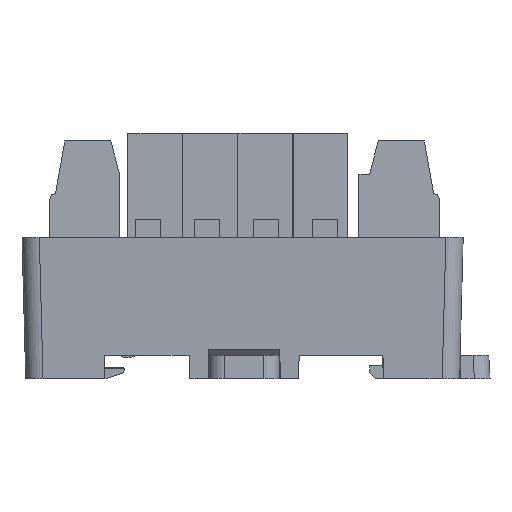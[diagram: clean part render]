
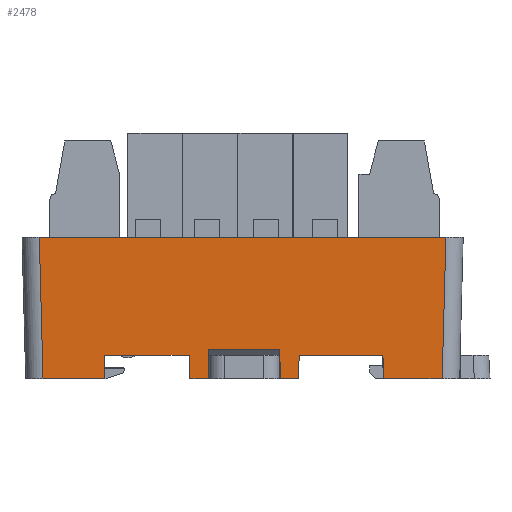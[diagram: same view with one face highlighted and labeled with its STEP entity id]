
A CAD part, front view. The second image highlights one B-rep face of the part: STEP entity #2478.
In plain terms, the highlighted planar face has unit normal (0, -1, -0.026).
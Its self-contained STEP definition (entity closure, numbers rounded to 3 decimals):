
#1571=FACE_OUTER_BOUND('',#8355,.T.);
#2478=ADVANCED_FACE('',(#1571),#3432,.T.);
#3432=PLANE('',#18696);
#4261=LINE('',#24591,#6078);
#4273=LINE('',#24619,#6090);
#4444=LINE('',#24976,#6261);
#4452=LINE('',#24991,#6269);
#4460=LINE('',#25012,#6277);
#4483=LINE('',#25061,#6300);
#4504=LINE('',#25112,#6321);
#4511=LINE('',#25123,#6328);
#4512=LINE('',#25124,#6329);
#4513=LINE('',#25126,#6330);
#4514=LINE('',#25128,#6331);
#4515=LINE('',#25130,#6332);
#4516=LINE('',#25132,#6333);
#4517=LINE('',#25134,#6334);
#4518=LINE('',#25136,#6335);
#4519=LINE('',#25137,#6336);
#6078=VECTOR('',#19957,1.);
#6090=VECTOR('',#19973,1.);
#6261=VECTOR('',#20230,1.);
#6269=VECTOR('',#20242,1.);
#6277=VECTOR('',#20264,1.);
#6300=VECTOR('',#20301,1.);
#6321=VECTOR('',#20354,1.);
#6328=VECTOR('',#20369,1.);
#6329=VECTOR('',#20370,1.);
#6330=VECTOR('',#20371,1.);
#6331=VECTOR('',#20372,1.);
#6332=VECTOR('',#20373,1.);
#6333=VECTOR('',#20374,1.);
#6334=VECTOR('',#20375,1.);
#6335=VECTOR('',#20376,1.);
#6336=VECTOR('',#20377,1.);
#8355=EDGE_LOOP('',(#9968,#9969,#9970,#9971,#9972,#9973,#9974,#9975,#9976,
#9977,#9978,#9979,#9980,#9981,#9982,#9983));
#9968=ORIENTED_EDGE('',*,*,#16270,.T.);
#9969=ORIENTED_EDGE('',*,*,#16328,.T.);
#9970=ORIENTED_EDGE('',*,*,#16297,.T.);
#9971=ORIENTED_EDGE('',*,*,#16321,.F.);
#9972=ORIENTED_EDGE('',*,*,#16074,.T.);
#9973=ORIENTED_EDGE('',*,*,#16329,.F.);
#9974=ORIENTED_EDGE('',*,*,#16330,.F.);
#9975=ORIENTED_EDGE('',*,*,#16331,.T.);
#9976=ORIENTED_EDGE('',*,*,#16332,.F.);
#9977=ORIENTED_EDGE('',*,*,#16333,.T.);
#9978=ORIENTED_EDGE('',*,*,#16334,.F.);
#9979=ORIENTED_EDGE('',*,*,#16335,.T.);
#9980=ORIENTED_EDGE('',*,*,#16060,.T.);
#9981=ORIENTED_EDGE('',*,*,#16260,.T.);
#9982=ORIENTED_EDGE('',*,*,#16252,.T.);
#9983=ORIENTED_EDGE('',*,*,#16336,.T.);
#14422=VERTEX_POINT('',#24590);
#14423=VERTEX_POINT('',#24592);
#14436=VERTEX_POINT('',#24618);
#14437=VERTEX_POINT('',#24620);
#14579=VERTEX_POINT('',#24975);
#14580=VERTEX_POINT('',#24977);
#14590=VERTEX_POINT('',#25011);
#14591=VERTEX_POINT('',#25013);
#14609=VERTEX_POINT('',#25060);
#14610=VERTEX_POINT('',#25062);
#14624=VERTEX_POINT('',#25125);
#14625=VERTEX_POINT('',#25127);
#14626=VERTEX_POINT('',#25129);
#14627=VERTEX_POINT('',#25131);
#14628=VERTEX_POINT('',#25133);
#14629=VERTEX_POINT('',#25135);
#16060=EDGE_CURVE('',#14423,#14422,#4261,.T.);
#16074=EDGE_CURVE('',#14437,#14436,#4273,.T.);
#16252=EDGE_CURVE('',#14580,#14579,#4444,.T.);
#16260=EDGE_CURVE('',#14422,#14580,#4452,.T.);
#16270=EDGE_CURVE('',#14591,#14590,#4460,.T.);
#16297=EDGE_CURVE('',#14610,#14609,#4483,.T.);
#16321=EDGE_CURVE('',#14437,#14609,#4504,.T.);
#16328=EDGE_CURVE('',#14590,#14610,#4511,.T.);
#16329=EDGE_CURVE('',#14624,#14436,#4512,.T.);
#16330=EDGE_CURVE('',#14625,#14624,#4513,.T.);
#16331=EDGE_CURVE('',#14625,#14626,#4514,.T.);
#16332=EDGE_CURVE('',#14627,#14626,#4515,.T.);
#16333=EDGE_CURVE('',#14627,#14628,#4516,.T.);
#16334=EDGE_CURVE('',#14629,#14628,#4517,.T.);
#16335=EDGE_CURVE('',#14629,#14423,#4518,.T.);
#16336=EDGE_CURVE('',#14579,#14591,#4519,.T.);
#18696=AXIS2_PLACEMENT_3D('',#25138,#20378,#20379);
#19957=DIRECTION('',(1.,0.,0.));
#19973=DIRECTION('',(1.,0.,0.));
#20230=DIRECTION('',(1.,0.,0.));
#20242=DIRECTION('',(0.017,0.026,-1.));
#20264=DIRECTION('',(-1.,0.,0.));
#20301=DIRECTION('',(1.,0.,0.));
#20354=DIRECTION('',(-0.017,0.026,-1.));
#20369=DIRECTION('',(0.026,0.026,-0.999));
#20370=DIRECTION('',(-0.035,-0.026,0.999));
#20371=DIRECTION('',(-1.,0.,0.));
#20372=DIRECTION('',(0.009,-0.026,1.));
#20373=DIRECTION('',(-1.,0.,0.));
#20374=DIRECTION('',(0.009,0.026,-1.));
#20375=DIRECTION('',(-1.,0.,0.));
#20376=DIRECTION('',(0.035,-0.026,0.999));
#20377=DIRECTION('',(0.026,-0.026,0.999));
#20378=DIRECTION('',(0.,-1.,-0.026));
#20379=DIRECTION('',(0.,0.026,-1.));
#24590=CARTESIAN_POINT('',(24.5,114.639,-13.25));
#24591=CARTESIAN_POINT('',(6.85,114.639,-13.25));
#24592=CARTESIAN_POINT('',(13.85,114.639,-13.25));
#24618=CARTESIAN_POINT('',(-0.15,114.639,-13.25));
#24619=CARTESIAN_POINT('',(6.85,114.639,-13.25));
#24620=CARTESIAN_POINT('',(-10.9,114.639,-13.25));
#24975=CARTESIAN_POINT('',(32.029,114.717,-16.25));
#24976=CARTESIAN_POINT('',(6.85,114.717,-16.25));
#24977=CARTESIAN_POINT('',(24.552,114.717,-16.25));
#24991=CARTESIAN_POINT('',(24.233,114.238,2.059));
#25011=CARTESIAN_POINT('',(-19.201,114.246,1.75));
#25012=CARTESIAN_POINT('',(6.35,114.246,1.75));
#25013=CARTESIAN_POINT('',(32.501,114.246,1.75));
#25060=CARTESIAN_POINT('',(-10.952,114.717,-16.25));
#25061=CARTESIAN_POINT('',(6.35,114.717,-16.25));
#25062=CARTESIAN_POINT('',(-18.729,114.717,-16.25));
#25112=CARTESIAN_POINT('',(-10.921,114.67,-14.454));
#25123=CARTESIAN_POINT('',(-19.183,114.263,1.09));
#25124=CARTESIAN_POINT('',(-0.108,114.67,-14.452));
#25125=CARTESIAN_POINT('',(-0.045,114.717,-16.25));
#25126=CARTESIAN_POINT('',(6.85,114.717,-16.25));
#25127=CARTESIAN_POINT('',(2.274,114.717,-16.25));
#25128=CARTESIAN_POINT('',(2.289,114.67,-14.454));
#25129=CARTESIAN_POINT('',(2.306,114.62,-12.524));
#25130=CARTESIAN_POINT('',(-202.595,114.62,-12.524));
#25131=CARTESIAN_POINT('',(11.394,114.62,-12.524));
#25132=CARTESIAN_POINT('',(11.411,114.67,-14.454));
#25133=CARTESIAN_POINT('',(11.426,114.717,-16.25));
#25134=CARTESIAN_POINT('',(6.85,114.717,-16.25));
#25135=CARTESIAN_POINT('',(13.745,114.717,-16.25));
#25136=CARTESIAN_POINT('',(14.364,114.253,1.468));
#25137=CARTESIAN_POINT('',(32.483,114.263,1.09));
#25138=CARTESIAN_POINT('',(6.35,114.246,1.747));
